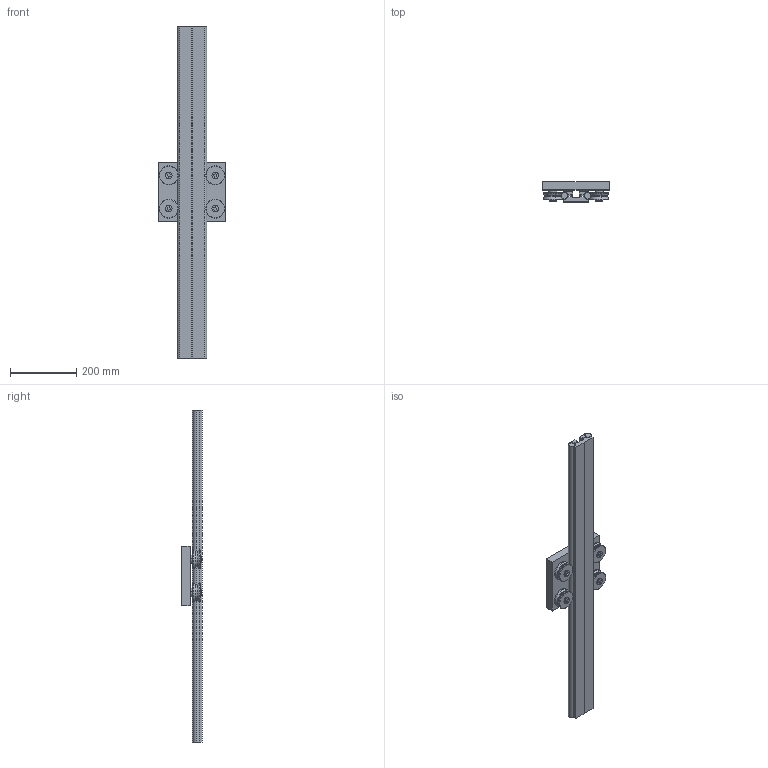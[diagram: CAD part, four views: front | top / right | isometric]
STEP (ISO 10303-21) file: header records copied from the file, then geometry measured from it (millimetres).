
FILE_DESCRIPTION(('STEP AP214'),'1');
FILE_NAME('ad416__l_1000.stp','2021-02-16T08:19:33',('TraceParts'),('TraceParts S.A.'),'Spatial InterOp 3D',' ',' ');
FILE_SCHEMA(('AUTOMOTIVE_DESIGN { 1 0 10303 214 1 1 1 1 }'));
Length unit declared in the file: millimetre
Products named in the file (1): ad416__l_1000_1
Bounding box: 200 x 61.5 x 1000 mm (x, y, z)
Volume: 3083833.7 mm3; surface area: 616425.6 mm2
Topology: 16 solids, 16 shells, 396 faces, 876 edges, 544 vertices
Faces by surface type: plane 208, cylinder 100, cone 72, torus 16
Entity records: 11324 total; most frequent: DIRECTION 1972, CARTESIAN_POINT 1928, ORIENTED_EDGE 1752, EDGE_CURVE 876, AXIS2_PLACEMENT_3D 732, VERTEX_POINT 544, LINE 508, VECTOR 508
